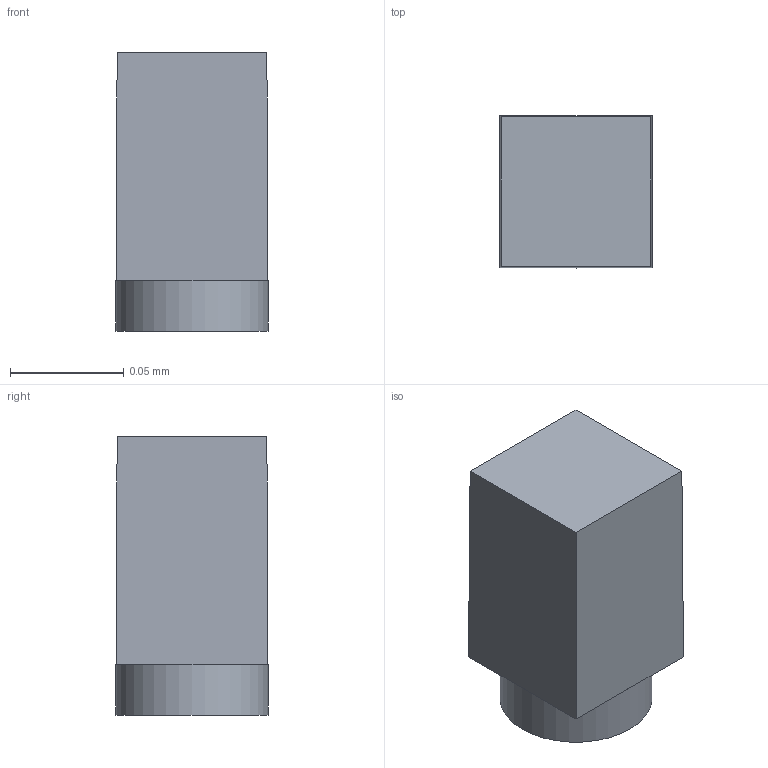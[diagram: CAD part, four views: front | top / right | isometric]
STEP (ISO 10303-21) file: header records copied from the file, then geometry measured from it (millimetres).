
FILE_DESCRIPTION(('Open CASCADE Model'),'2;1');
FILE_NAME('Open CASCADE Shape Model','2025-08-06T02:52:23',('Author'),( 'Open CASCADE'),'Open CASCADE STEP processor 7.7','Open CASCADE 7.7' ,'Unknown');
FILE_SCHEMA(('AUTOMOTIVE_DESIGN { 1 0 10303 214 1 1 1 1 }'));
Length unit declared in the file: millimetre
Products named in the file (1): Open CASCADE STEP translator 7.7 105
Bounding box: 0.07 x 0.07 x 0.12 mm (x, y, z)
Volume: 0 mm3; surface area: 0 mm2
Topology: 1 solids, 1 shells, 13 faces, 25 edges, 15 vertices
Faces by surface type: plane 7, bspline 4, cylinder 2
Full cylindrical faces by diameter (mm): 0.047 x1, 0.067 x1
Entity records: 653 total; most frequent: CARTESIAN_POINT 124, DIRECTION 94, LINE 53, VECTOR 53, ORIENTED_EDGE 50, PCURVE 50, DEFINITIONAL_REPRESENTATION 50, EDGE_CURVE 25
